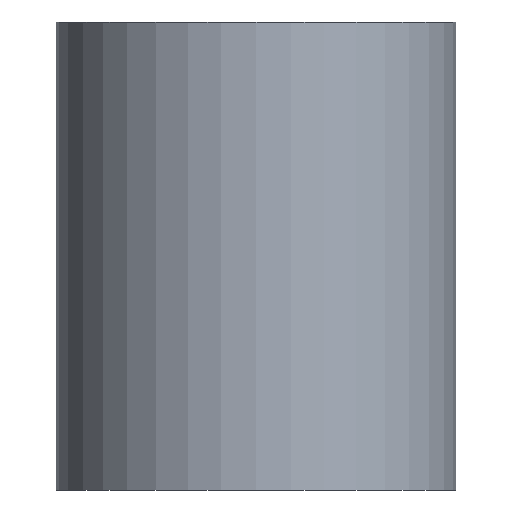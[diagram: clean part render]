
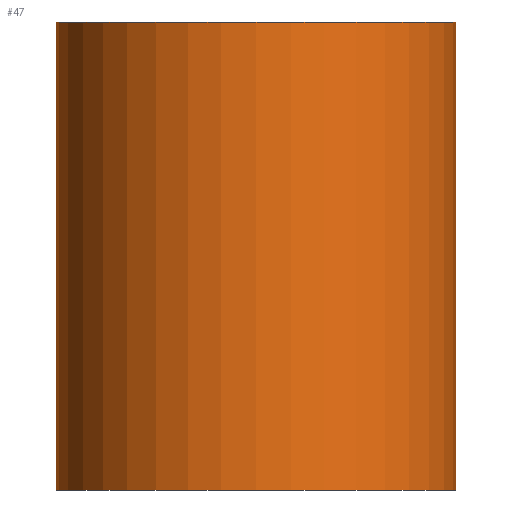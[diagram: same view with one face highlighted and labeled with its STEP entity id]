
A CAD part, front view. The second image highlights one B-rep face of the part: STEP entity #47.
In plain terms, the highlighted cylindrical face has radius 23.5 mm (diameter 47 mm), a full revolution.
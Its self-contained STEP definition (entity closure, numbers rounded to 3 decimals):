
#24=CYLINDRICAL_SURFACE('',#67,23.5);
#27=ORIENTED_EDGE('',*,*,#29,.T.);
#28=ORIENTED_EDGE('',*,*,#30,.F.);
#29=EDGE_CURVE('',#31,#31,#33,.T.);
#30=EDGE_CURVE('',#32,#32,#34,.T.);
#31=VERTEX_POINT('',#86);
#32=VERTEX_POINT('',#89);
#33=CIRCLE('',#64,23.5);
#34=CIRCLE('',#66,23.5);
#37=EDGE_LOOP('',(#27));
#38=EDGE_LOOP('',(#28));
#41=FACE_BOUND('',#37,.T.);
#42=FACE_BOUND('',#38,.T.);
#47=ADVANCED_FACE('',(#41,#42),#24,.T.);
#64=AXIS2_PLACEMENT_3D('',#85,#73,#74);
#66=AXIS2_PLACEMENT_3D('',#88,#77,#78);
#67=AXIS2_PLACEMENT_3D('',#90,#79,#80);
#73=DIRECTION('',(0.,0.,1.));
#74=DIRECTION('',(1.,0.,0.));
#77=DIRECTION('',(0.,0.,1.));
#78=DIRECTION('',(1.,0.,0.));
#79=DIRECTION('',(0.,0.,-1.));
#80=DIRECTION('',(-1.,0.,0.));
#85=CARTESIAN_POINT('',(0.,0.,95.));
#86=CARTESIAN_POINT('',(23.5,0.,95.));
#88=CARTESIAN_POINT('',(0.,0.,150.));
#89=CARTESIAN_POINT('',(23.5,0.,150.));
#90=CARTESIAN_POINT('',(0.,0.,150.));
